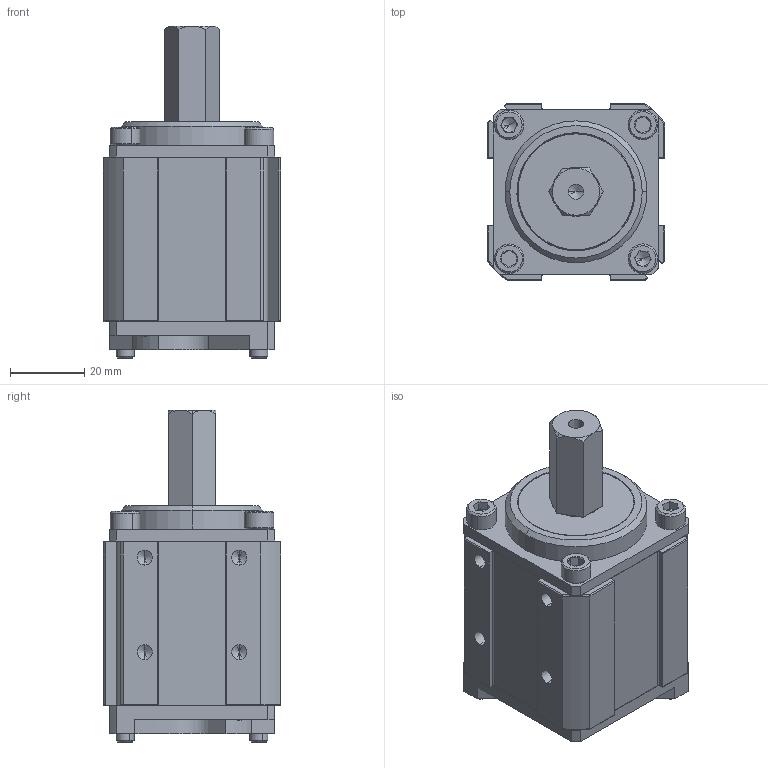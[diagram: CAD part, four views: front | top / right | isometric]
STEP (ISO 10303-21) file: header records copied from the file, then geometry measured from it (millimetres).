
FILE_DESCRIPTION (( 'STEP AP203' ), '1' );
FILE_NAME ('am-3754 - 16_1 - 57 Sport.STEP', '2017-11-21T21:43:32', ( '' ), ( '' ), 'SwSTEP 2.0', 'SolidWorks 2017', '' );
FILE_SCHEMA (( 'CONFIG_CONTROL_DESIGN' ));
Length unit declared in the file: inch
Products named in the file (18): am-XXXX - 4_1 Stage; Thrust washer - 775 Sport; am-3765 - 57 Sport Motor Block; am-XXXX - 57 Sport 2 Stage Ring Gear Housing; 10-32x2250_shcs_HX-SHCS 0.19-32x1.375x1-C; 4_1 Output Stage Carrier Plate; 10-32 X 375 SHCS_90128A940; 16T Short Planet Gear; am-XXXX - 57 Sport 500 Hex Shaft; am-3754 - 16_1 - 57 Sport; 4_1 Output Stage; Output Block; am-XXXX - 57 Sport Stage Carrier Plate; FR8ZZ Bearing; 16T Sun Gear; retaining Ring 0500 - Mcm 98410A122_98410A122; 16T Planet Gear; am-XXXX - 57 Sport 500 Hex Output Plug
Assembly tree (26 placements, depth 3):
  am-3754 - 16_1 - 57 Sport
    am-XXXX - 57 Sport 500 Hex Output Plug
      am-XXXX - 57 Sport 500 Hex Shaft
      Output Block
      FR8ZZ Bearing  x2
      retaining Ring 0500 - Mcm 98410A122_98410A122
    Thrust washer - 775 Sport
    am-XXXX - 57 Sport 2 Stage Ring Gear Housing
    4_1 Output Stage
      4_1 Output Stage Carrier Plate
      16T Short Planet Gear  x4
    am-XXXX - 4_1 Stage
      am-XXXX - 57 Sport Stage Carrier Plate
      16T Sun Gear
      16T Planet Gear  x4
    am-3765 - 57 Sport Motor Block
    10-32x2250_shcs_HX-SHCS 0.19-32x1.375x1-C  x2
    10-32 X 375 SHCS_90128A940  x2
Bounding box: 47.62 x 47.62 x 89.15 mm (x, y, z)
Volume: 101168.1 mm3; surface area: 57581.8 mm2
Topology: 23 solids, 23 shells, 1530 faces, 4184 edges, 2713 vertices
Faces by surface type: cylinder 1188, plane 183, cone 115, torus 36, bspline 8
Entity records: 34594 total; most frequent: CARTESIAN_POINT 7481, DIRECTION 5646, ORIENTED_EDGE 5156, EDGE_CURVE 2578, AXIS2_PLACEMENT_3D 2325, VERTEX_POINT 1678, CIRCLE 1329, EDGE_LOOP 1054
